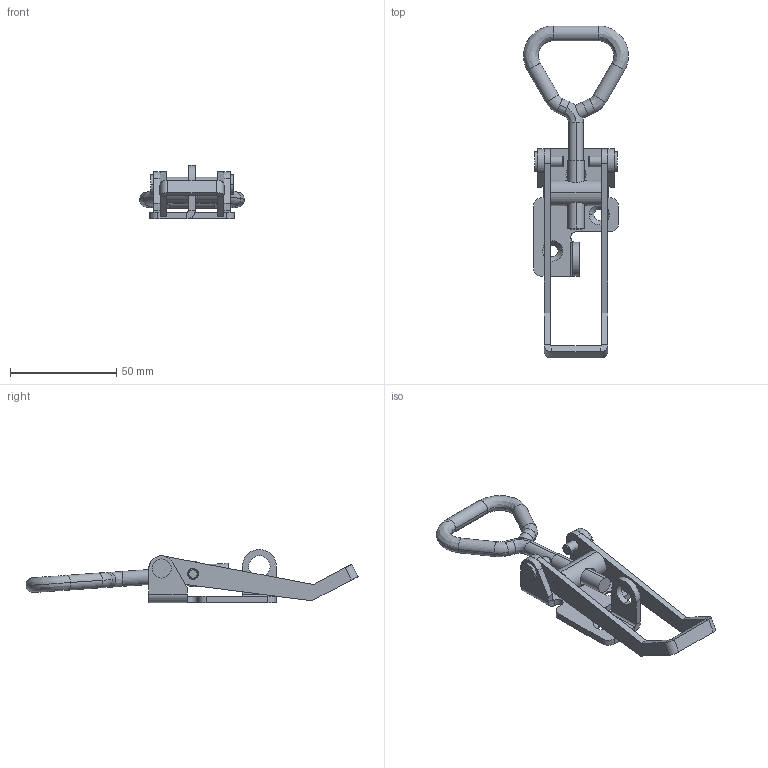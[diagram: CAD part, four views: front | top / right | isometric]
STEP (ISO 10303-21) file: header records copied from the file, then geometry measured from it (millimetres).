
FILE_DESCRIPTION (( 'STEP AP214' ), '1' );
FILE_NAME ('54270 - 703 LC RF.STEP', '2016-10-27T10:17:29', ( '' ), ( '' ), 'SwSTEP 2.0', 'SolidWorks 2015', '' );
FILE_SCHEMA (( 'AUTOMOTIVE_DESIGN' ));
Length unit declared in the file: millimetre
Products named in the file (6): 703 - Skruvögla; 703 - Rulle RF; 704 - Rivet Gradin; 703 RF - Bygel; 703 - Platta LC RF; 54270 - 703 LC RF
Assembly tree (6 placements, depth 2):
  54270 - 703 LC RF
    703 - Platta LC RF
    703 RF - Bygel
    704 - Rivet Gradin  x2
    703 - Rulle RF
    703 - Skruvögla
Bounding box: 49.37 x 156.09 x 25 mm (x, y, z)
Volume: 22946.9 mm3; surface area: 17534.6 mm2
Topology: 6 solids, 6 shells, 175 faces, 402 edges, 245 vertices
Faces by surface type: cylinder 73, plane 66, cone 18, bspline 16, torus 2
Entity records: 5333 total; most frequent: CARTESIAN_POINT 1281, DIRECTION 853, ORIENTED_EDGE 760, EDGE_CURVE 380, AXIS2_PLACEMENT_3D 333, VERTEX_POINT 231, EDGE_LOOP 191, LINE 187
